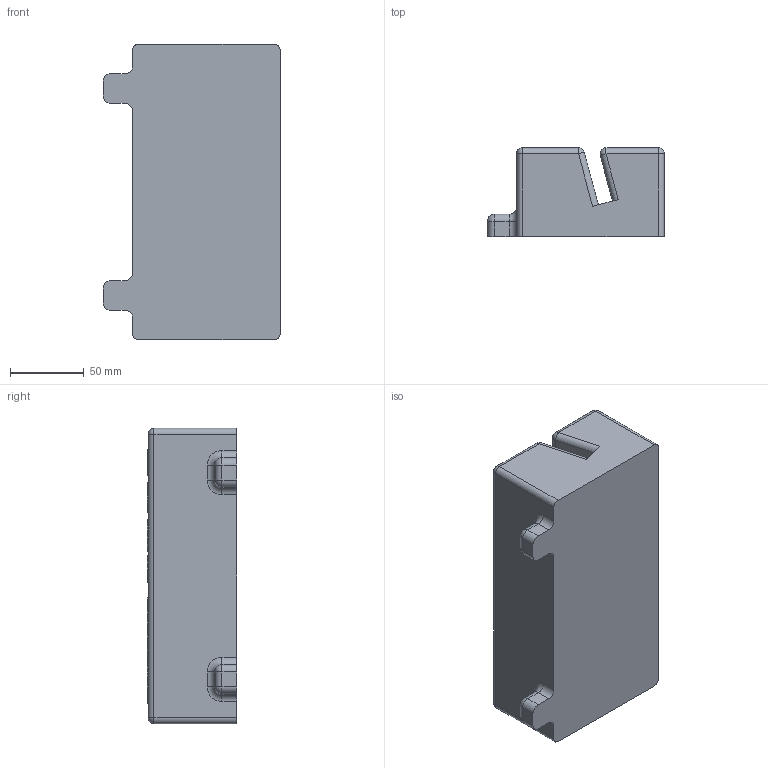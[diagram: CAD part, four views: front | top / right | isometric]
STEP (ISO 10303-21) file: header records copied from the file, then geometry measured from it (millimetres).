
FILE_DESCRIPTION (( 'STEP AP214' ), '1' );
FILE_NAME ('stand.STEP', '2025-01-29T15:04:26', ( '' ), ( '' ), 'SwSTEP 2.0', 'SolidWorks 2025', '' );
FILE_SCHEMA (( 'AUTOMOTIVE_DESIGN' ));
Length unit declared in the file: millimetre
Products named in the file (1): stand
Bounding box: 120.5 x 60.5 x 200 mm (x, y, z)
Volume: 1136758.5 mm3; surface area: 91791.8 mm2
Topology: 1 solids, 1 shells, 228 faces, 547 edges, 342 vertices
Faces by surface type: plane 112, bspline 68, cylinder 32, sphere 12, torus 4
Entity records: 10150 total; most frequent: CARTESIAN_POINT 5446, ORIENTED_EDGE 1070, DIRECTION 789, EDGE_CURVE 535, VERTEX_POINT 342, VECTOR 331, LINE 331, EDGE_LOOP 261
